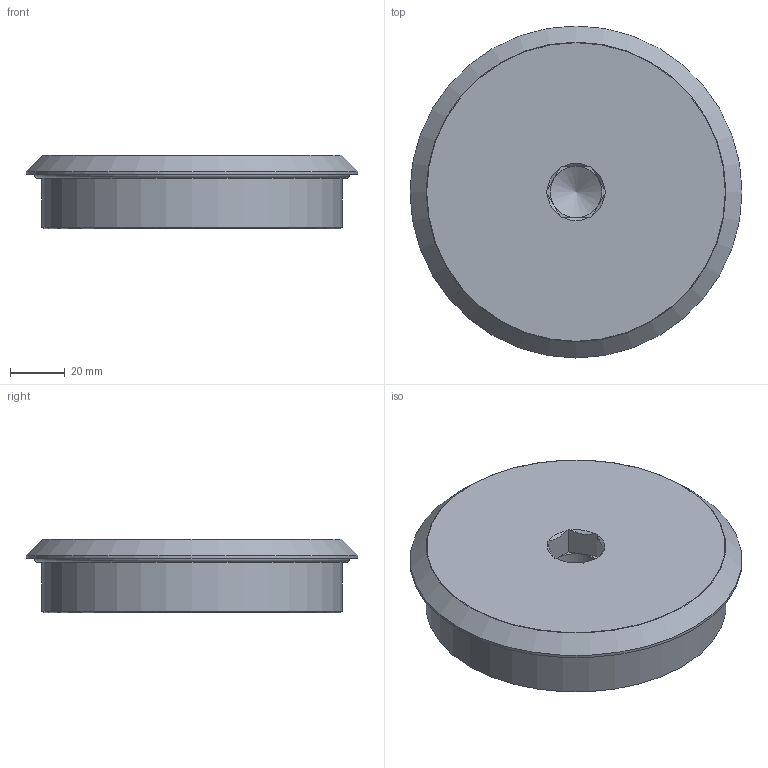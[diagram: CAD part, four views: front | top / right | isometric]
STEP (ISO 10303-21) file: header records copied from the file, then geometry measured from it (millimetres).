
FILE_DESCRIPTION(/* description */ ('487 M110 Stopping Plug'),/* implementation_level */ '2;1');
FILE_NAME(/* name */ '487_M110.stp',/* time_stamp */ '2023-11-01T00:37:43+05:00',/* author */ ('pradhakrishnan'),/* organization */ (''),/* preprocessor_version */ 'ST-DEVELOPER v18',/* originating_system */ 'Autodesk Inventor 2020',/* authorisation */ '');
FILE_SCHEMA (('AUTOMOTIVE_DESIGN { 1 0 10303 214 3 1 1 }'));
Length unit declared in the file: millimetre
Products named in the file (3): 487_M110; 487_M110_1; 109.5 x 3.0 O Ring
Assembly tree (2 placements, depth 2):
  487_M110
    487_M110_1
    109.5 x 3.0 O Ring
Bounding box: 121.5 x 121.5 x 27 mm (x, y, z)
Volume: 260287.9 mm3; surface area: 36520.6 mm2
Topology: 2 solids, 2 shells, 34 faces, 99 edges, 69 vertices
Faces by surface type: plane 16, cone 9, torus 5, cylinder 4
Full cylindrical faces by diameter (mm): 19 x1, 110 x1, 116 x1, 121.5 x1
Entity records: 1265 total; most frequent: CARTESIAN_POINT 230, DIRECTION 213, ORIENTED_EDGE 196, EDGE_CURVE 98, AXIS2_PLACEMENT_3D 88, VERTEX_POINT 69, CIRCLE 49, EDGE_LOOP 37
